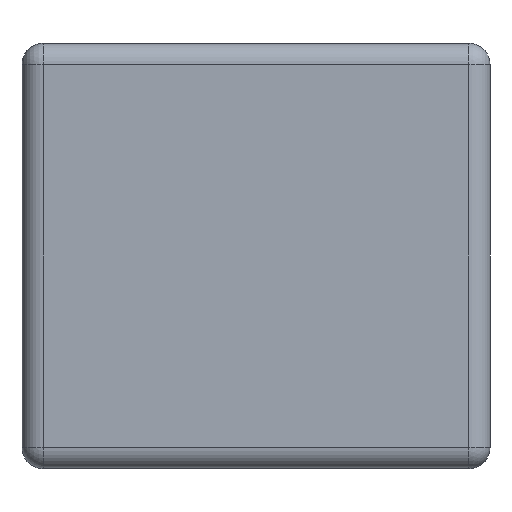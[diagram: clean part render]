
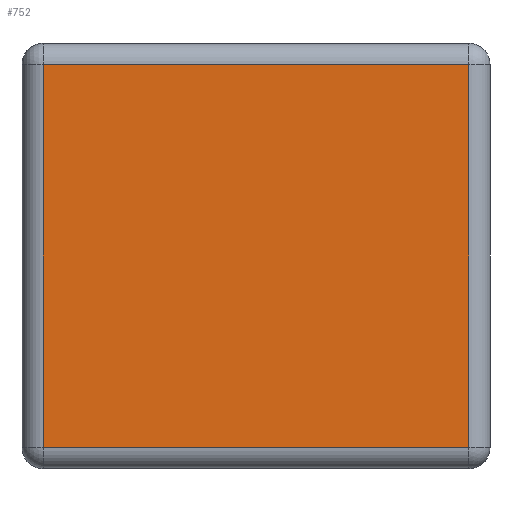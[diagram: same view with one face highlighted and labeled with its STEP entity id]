
A CAD part, left-side view. The second image highlights one B-rep face of the part: STEP entity #752.
In plain terms, the highlighted planar face has unit normal (-1, 0, 0).
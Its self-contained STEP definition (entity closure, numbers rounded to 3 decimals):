
#2 = VECTOR ( 'NONE', #462, 1000. ) ;
#155 = VERTEX_POINT ( 'NONE', #728 ) ;
#183 = DIRECTION ( 'NONE',  ( 0., 1., 0. ) ) ;
#184 = VECTOR ( 'NONE', #183, 1000. ) ;
#190 = CARTESIAN_POINT ( 'NONE',  ( -0.2, 0.22, 0.09 ) ) ;
#221 = LINE ( 'NONE', #932, #862 ) ;
#237 = FACE_OUTER_BOUND ( 'NONE', #1026, .T. ) ;
#320 = DIRECTION ( 'NONE',  ( 0., 0., -1. ) ) ;
#323 = ORIENTED_EDGE ( 'NONE', *, *, #386, .T. ) ;
#328 = DIRECTION ( 'NONE',  ( 1., 0., 0. ) ) ;
#386 = EDGE_CURVE ( 'NONE', #155, #1004, #972, .T. ) ;
#408 = CARTESIAN_POINT ( 'NONE',  ( -0.2, 0.21, 0.09 ) ) ;
#415 = EDGE_CURVE ( 'NONE', #940, #719, #875, .T. ) ;
#416 = PLANE ( 'NONE',  #1232 ) ;
#442 = VECTOR ( 'NONE', #1171, 1000. ) ;
#462 = DIRECTION ( 'NONE',  ( 0., 0., -1. ) ) ;
#471 = EDGE_CURVE ( 'NONE', #719, #155, #555, .T. ) ;
#490 = ORIENTED_EDGE ( 'NONE', *, *, #471, .T. ) ;
#555 = LINE ( 'NONE', #959, #2 ) ;
#719 = VERTEX_POINT ( 'NONE', #408 ) ;
#728 = CARTESIAN_POINT ( 'NONE',  ( -0.2, 0.21, -0.09 ) ) ;
#752 = ADVANCED_FACE ( 'NONE', ( #237 ), #416, .F. ) ;
#807 = EDGE_CURVE ( 'NONE', #1004, #940, #221, .T. ) ;
#851 = DIRECTION ( 'NONE',  ( 0., 0., 1. ) ) ;
#862 = VECTOR ( 'NONE', #851, 1000. ) ;
#875 = LINE ( 'NONE', #190, #184 ) ;
#932 = CARTESIAN_POINT ( 'NONE',  ( -0.2, 0.01, -0.1 ) ) ;
#936 = ORIENTED_EDGE ( 'NONE', *, *, #415, .T. ) ;
#940 = VERTEX_POINT ( 'NONE', #1025 ) ;
#959 = CARTESIAN_POINT ( 'NONE',  ( -0.2, 0.21, -0.1 ) ) ;
#972 = LINE ( 'NONE', #1044, #442 ) ;
#1004 = VERTEX_POINT ( 'NONE', #1177 ) ;
#1025 = CARTESIAN_POINT ( 'NONE',  ( -0.2, 0.01, 0.09 ) ) ;
#1026 = EDGE_LOOP ( 'NONE', ( #490, #323, #1237, #936 ) ) ;
#1044 = CARTESIAN_POINT ( 'NONE',  ( -0.2, 0.22, -0.09 ) ) ;
#1171 = DIRECTION ( 'NONE',  ( 0., -1., 0. ) ) ;
#1177 = CARTESIAN_POINT ( 'NONE',  ( -0.2, 0.01, -0.09 ) ) ;
#1206 = CARTESIAN_POINT ( 'NONE',  ( -0.2, 0.22, -0.1 ) ) ;
#1232 = AXIS2_PLACEMENT_3D ( 'NONE', #1206, #328, #320 ) ;
#1237 = ORIENTED_EDGE ( 'NONE', *, *, #807, .T. ) ;
